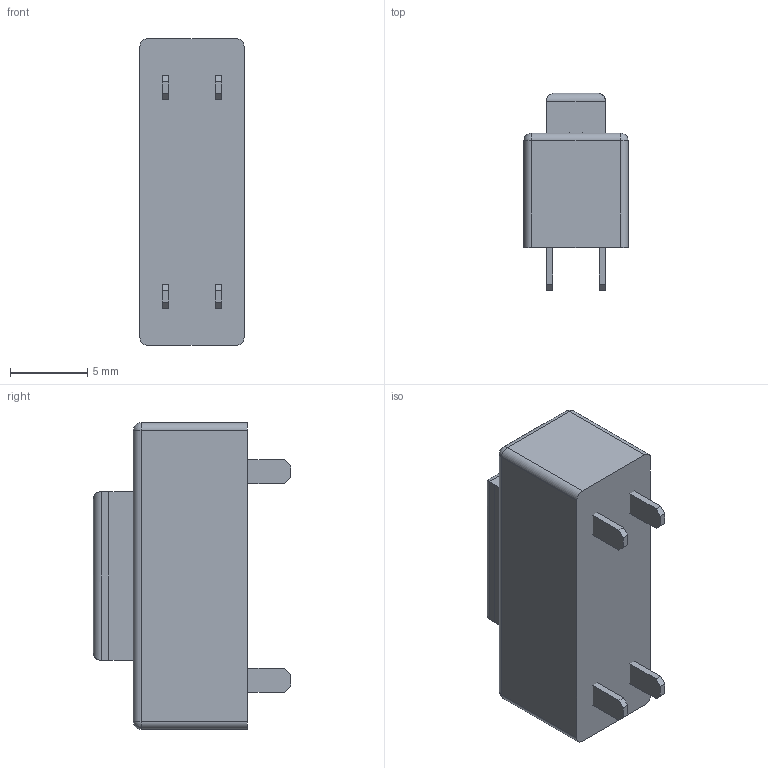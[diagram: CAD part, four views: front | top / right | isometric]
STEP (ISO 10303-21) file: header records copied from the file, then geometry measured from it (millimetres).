
FILE_SCHEMA (('AUTOMOTIVE_DESIGN { 1 0 10303 214 3 1 1 }'));
Length unit declared in the file: millimetre
Products named in the file (7): 3557-2_LPMINI897; 3557-2; 3557-2_Base; 3557; LPMINI897; LPMINI897_Core; LPMINI897_Case
Assembly tree (7 placements, depth 3):
  3557-2_LPMINI897
    3557-2
      3557-2_Base
      3557  x2
    LPMINI897
      LPMINI897_Core
      LPMINI897_Case
Bounding box: 6.73 x 12.74 x 19.81 mm (x, y, z)
Volume: 876.7 mm3; surface area: 1833.8 mm2
Topology: 5 solids, 5 shells, 233 faces, 566 edges, 344 vertices
Faces by surface type: plane 183, cylinder 46, sphere 4
Entity records: 4978 total; most frequent: CARTESIAN_POINT 827, DIRECTION 816, ORIENTED_EDGE 804, EDGE_CURVE 402, LINE 342, VECTOR 342, VERTEX_POINT 248, AXIS2_PLACEMENT_3D 237
